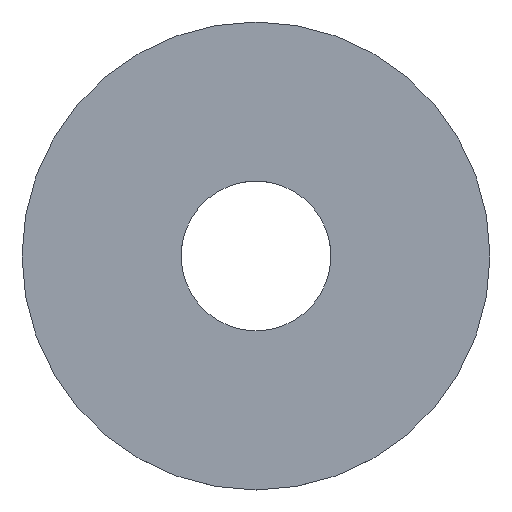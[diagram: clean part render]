
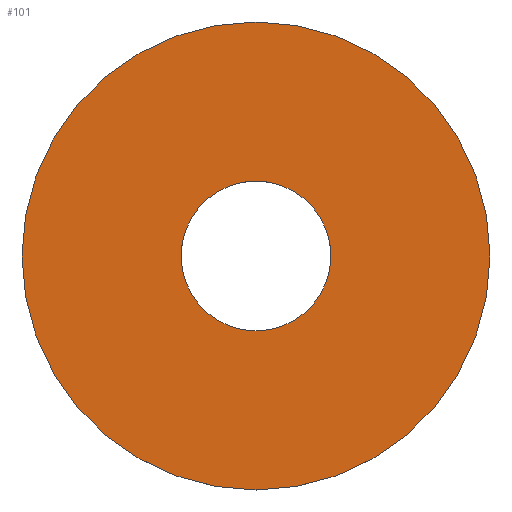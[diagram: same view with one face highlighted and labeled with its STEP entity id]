
A CAD part, top view. The second image highlights one B-rep face of the part: STEP entity #101.
In plain terms, the highlighted planar face has unit normal (0, 0, 1).
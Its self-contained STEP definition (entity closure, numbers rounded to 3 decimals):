
#12 = DIRECTION ( 'NONE',  ( 0., 0., 1. ) ) ;
#16 = CARTESIAN_POINT ( 'NONE',  ( 0., 4., 0.3 ) ) ;
#26 = DIRECTION ( 'NONE',  ( 0., 0., -1. ) ) ;
#31 = DIRECTION ( 'NONE',  ( 0., 1., 0. ) ) ;
#39 = DIRECTION ( 'NONE',  ( 0., 1., 0. ) ) ;
#40 = EDGE_CURVE ( 'NONE', #144, #144, #57, .T. ) ;
#47 = ORIENTED_EDGE ( 'NONE', *, *, #115, .F. ) ;
#55 = VERTEX_POINT ( 'NONE', #65 ) ;
#56 = CARTESIAN_POINT ( 'NONE',  ( 0., 0., 0.3 ) ) ;
#57 = CIRCLE ( 'NONE', #113, 4. ) ;
#63 = CIRCLE ( 'NONE', #141, 12.5 ) ;
#65 = CARTESIAN_POINT ( 'NONE',  ( 0., 12.5, 0.3 ) ) ;
#68 = EDGE_LOOP ( 'NONE', ( #108 ) ) ;
#79 = EDGE_LOOP ( 'NONE', ( #47 ) ) ;
#89 = FACE_OUTER_BOUND ( 'NONE', #79, .T. ) ;
#94 = PLANE ( 'NONE',  #135 ) ;
#95 = DIRECTION ( 'NONE',  ( 0., 0., -1. ) ) ;
#101 = ADVANCED_FACE ( 'NONE', ( #145, #89 ), #94, .T. ) ;
#108 = ORIENTED_EDGE ( 'NONE', *, *, #40, .T. ) ;
#113 = AXIS2_PLACEMENT_3D ( 'NONE', #56, #95, #31 ) ;
#115 = EDGE_CURVE ( 'NONE', #55, #55, #63, .T. ) ;
#119 = DIRECTION ( 'NONE',  ( 0., -1., 0. ) ) ;
#135 = AXIS2_PLACEMENT_3D ( 'NONE', #143, #12, #119 ) ;
#141 = AXIS2_PLACEMENT_3D ( 'NONE', #142, #26, #39 ) ;
#142 = CARTESIAN_POINT ( 'NONE',  ( 0., 0., 0.3 ) ) ;
#143 = CARTESIAN_POINT ( 'NONE',  ( 0., 4., 0.3 ) ) ;
#144 = VERTEX_POINT ( 'NONE', #16 ) ;
#145 = FACE_BOUND ( 'NONE', #68, .T. ) ;
